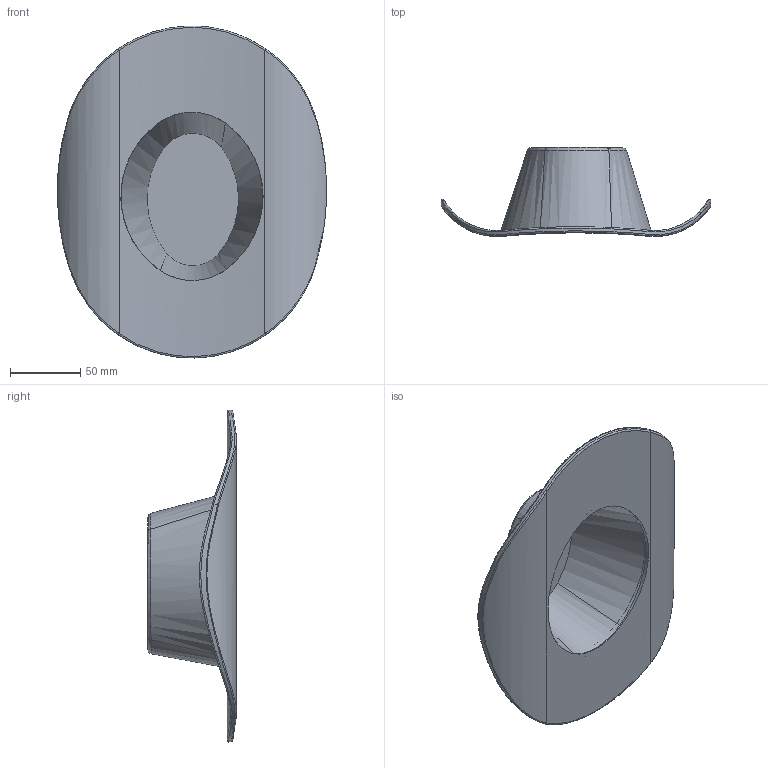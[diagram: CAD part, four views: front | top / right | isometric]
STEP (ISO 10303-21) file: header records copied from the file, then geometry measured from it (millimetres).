
FILE_DESCRIPTION(('FreeCAD Model'),'2;1');
FILE_NAME('Open CASCADE Shape Model','2024-07-29T11:53:02',(''),(''), 'Open CASCADE STEP processor 7.6','FreeCAD','Unknown');
FILE_SCHEMA(('AUTOMOTIVE_DESIGN { 1 0 10303 214 1 1 1 1 }'));
Length unit declared in the file: millimetre
Products named in the file (3): _18_Hat_ORG; Thickness_頭部; Fillet002_ツバ
Assembly tree (2 placements, depth 2):
  _18_Hat_ORG
    Thickness_頭部
    Fillet002_ツバ
Bounding box: 191.75 x 63.16 x 236.43 mm (x, y, z)
Volume: 185695.3 mm3; surface area: 109668.2 mm2
Topology: 2 solids, 2 shells, 45 faces, 102 edges, 62 vertices
Faces by surface type: bspline 24, cylinder 14, offset 4, plane 3
Entity records: 11452 total; most frequent: CARTESIAN_POINT 9756, ORIENTED_EDGE 204, PCURVE 204, DEFINITIONAL_REPRESENTATION 204, DIRECTION 182, B_SPLINE_CURVE_WITH_KNOTS 120, LINE 106, VECTOR 106
